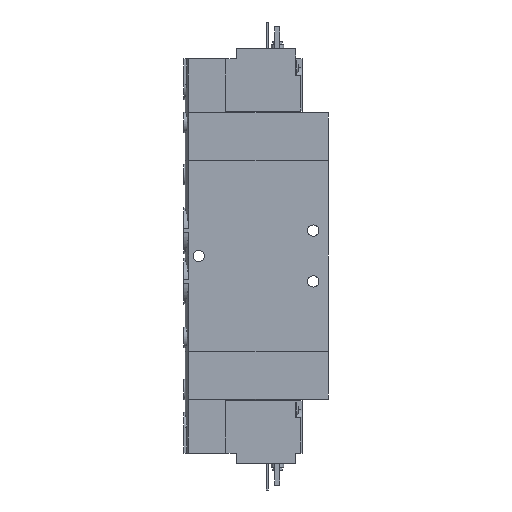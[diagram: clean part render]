
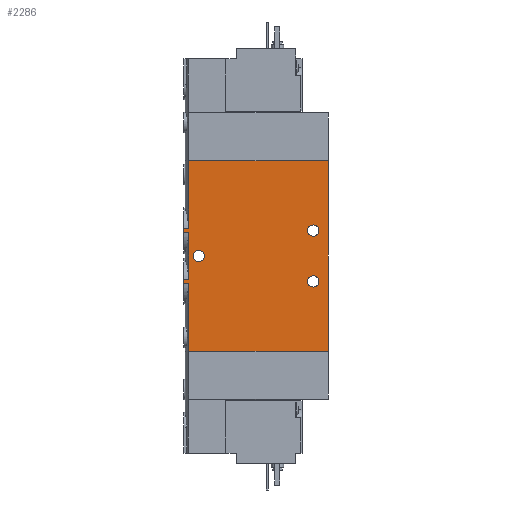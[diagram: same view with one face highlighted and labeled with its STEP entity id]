
A CAD part, left-side view. The second image highlights one B-rep face of the part: STEP entity #2286.
In plain terms, the highlighted face is planar.
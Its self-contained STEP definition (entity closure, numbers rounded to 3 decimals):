
#64=PLANE('',#2481);
#184=CIRCLE('',#2469,2.2);
#186=CIRCLE('',#2472,2.2);
#191=CIRCLE('',#2482,2.2);
#343=ORIENTED_EDGE('',*,*,#934,.T.);
#344=ORIENTED_EDGE('',*,*,#959,.T.);
#345=ORIENTED_EDGE('',*,*,#950,.F.);
#346=ORIENTED_EDGE('',*,*,#923,.T.);
#347=ORIENTED_EDGE('',*,*,#936,.T.);
#348=ORIENTED_EDGE('',*,*,#925,.T.);
#349=ORIENTED_EDGE('',*,*,#954,.F.);
#350=ORIENTED_EDGE('',*,*,#915,.T.);
#351=ORIENTED_EDGE('',*,*,#939,.T.);
#352=ORIENTED_EDGE('',*,*,#917,.T.);
#353=ORIENTED_EDGE('',*,*,#946,.F.);
#354=ORIENTED_EDGE('',*,*,#960,.F.);
#355=ORIENTED_EDGE('',*,*,#944,.F.);
#356=ORIENTED_EDGE('',*,*,#942,.F.);
#357=ORIENTED_EDGE('',*,*,#961,.F.);
#915=EDGE_CURVE('',#1234,#1233,#1455,.F.);
#917=EDGE_CURVE('',#1235,#1236,#1456,.T.);
#923=EDGE_CURVE('',#1242,#1241,#1459,.F.);
#925=EDGE_CURVE('',#1243,#1244,#1460,.T.);
#934=EDGE_CURVE('',#1253,#1252,#1464,.T.);
#936=EDGE_CURVE('',#1241,#1243,#1466,.T.);
#939=EDGE_CURVE('',#1233,#1235,#1468,.T.);
#942=EDGE_CURVE('',#1256,#1256,#184,.F.);
#944=EDGE_CURVE('',#1258,#1258,#186,.F.);
#946=EDGE_CURVE('',#1260,#1236,#1470,.T.);
#950=EDGE_CURVE('',#1242,#1263,#1472,.T.);
#954=EDGE_CURVE('',#1234,#1244,#1474,.T.);
#959=EDGE_CURVE('',#1252,#1263,#1478,.T.);
#960=EDGE_CURVE('',#1253,#1260,#1479,.T.);
#961=EDGE_CURVE('',#1267,#1267,#191,.F.);
#1233=VERTEX_POINT('',#3407);
#1234=VERTEX_POINT('',#3409);
#1235=VERTEX_POINT('',#3422);
#1236=VERTEX_POINT('',#3423);
#1241=VERTEX_POINT('',#3444);
#1242=VERTEX_POINT('',#3446);
#1243=VERTEX_POINT('',#3459);
#1244=VERTEX_POINT('',#3460);
#1252=VERTEX_POINT('',#3486);
#1253=VERTEX_POINT('',#3488);
#1256=VERTEX_POINT('',#3502);
#1258=VERTEX_POINT('',#3507);
#1260=VERTEX_POINT('',#3512);
#1263=VERTEX_POINT('',#3531);
#1267=VERTEX_POINT('',#3559);
#1455=LINE('',#3408,#1625);
#1456=LINE('',#3421,#1626);
#1459=LINE('',#3445,#1629);
#1460=LINE('',#3458,#1630);
#1464=LINE('',#3487,#1634);
#1466=LINE('',#3491,#1636);
#1468=LINE('',#3496,#1638);
#1470=LINE('',#3511,#1640);
#1472=LINE('',#3530,#1642);
#1474=LINE('',#3548,#1644);
#1478=LINE('',#3556,#1648);
#1479=LINE('',#3557,#1649);
#1625=VECTOR('',#2718,1000.);
#1626=VECTOR('',#2721,1000.);
#1629=VECTOR('',#2730,1000.);
#1630=VECTOR('',#2733,1000.);
#1634=VECTOR('',#2747,1000.);
#1636=VECTOR('',#2751,1000.);
#1638=VECTOR('',#2757,1000.);
#1640=VECTOR('',#2775,1000.);
#1642=VECTOR('',#2781,1000.);
#1644=VECTOR('',#2787,1000.);
#1648=VECTOR('',#2797,1000.);
#1649=VECTOR('',#2798,1000.);
#1819=EDGE_LOOP('',(#343,#344,#345,#346,#347,#348,#349,#350,#351,#352,#353,
#354));
#1820=EDGE_LOOP('',(#355));
#1821=EDGE_LOOP('',(#356));
#1822=EDGE_LOOP('',(#357));
#2030=FACE_BOUND('',#1819,.T.);
#2031=FACE_BOUND('',#1820,.T.);
#2032=FACE_BOUND('',#1821,.T.);
#2033=FACE_BOUND('',#1822,.T.);
#2286=ADVANCED_FACE('',(#2030,#2031,#2032,#2033),#64,.F.);
#2469=AXIS2_PLACEMENT_3D('',#3501,#2763,#2764);
#2472=AXIS2_PLACEMENT_3D('',#3506,#2769,#2770);
#2481=AXIS2_PLACEMENT_3D('',#3555,#2795,#2796);
#2482=AXIS2_PLACEMENT_3D('',#3558,#2799,#2800);
#2718=DIRECTION('',(0.,-1.,0.));
#2721=DIRECTION('',(0.,-1.,0.));
#2730=DIRECTION('',(0.,-1.,0.));
#2733=DIRECTION('',(0.,-1.,0.));
#2747=DIRECTION('',(-1.,0.,0.));
#2751=DIRECTION('',(1.,0.,0.));
#2757=DIRECTION('',(1.,0.,0.));
#2763=DIRECTION('',(0.,0.,1.));
#2764=DIRECTION('',(1.,0.,0.));
#2769=DIRECTION('',(0.,0.,1.));
#2770=DIRECTION('',(1.,0.,0.));
#2775=DIRECTION('',(-1.,0.,0.));
#2781=DIRECTION('',(-1.,0.,0.));
#2787=DIRECTION('',(-1.,0.,0.));
#2795=DIRECTION('',(0.,0.,1.));
#2796=DIRECTION('',(1.,0.,0.));
#2797=DIRECTION('',(0.,1.,0.));
#2798=DIRECTION('',(0.,1.,0.));
#2799=DIRECTION('',(0.,0.,1.));
#2800=DIRECTION('',(1.,0.,0.));
#3407=CARTESIAN_POINT('',(46.55,57.,-9.));
#3408=CARTESIAN_POINT('',(46.55,0.,-9.));
#3409=CARTESIAN_POINT('',(46.55,55.018,-9.));
#3421=CARTESIAN_POINT('',(48.45,0.,-9.));
#3422=CARTESIAN_POINT('',(48.45,57.,-9.));
#3423=CARTESIAN_POINT('',(48.45,55.018,-9.));
#3444=CARTESIAN_POINT('',(26.55,57.,-9.));
#3445=CARTESIAN_POINT('',(26.55,0.,-9.));
#3446=CARTESIAN_POINT('',(26.55,55.018,-9.));
#3458=CARTESIAN_POINT('',(28.45,0.,-9.));
#3459=CARTESIAN_POINT('',(28.45,57.,-9.));
#3460=CARTESIAN_POINT('',(28.45,55.018,-9.));
#3486=CARTESIAN_POINT('',(0.,0.,-9.));
#3487=CARTESIAN_POINT('',(75.,0.,-9.));
#3488=CARTESIAN_POINT('',(75.,0.,-9.));
#3491=CARTESIAN_POINT('',(27.5,57.,-9.));
#3496=CARTESIAN_POINT('',(47.5,57.,-9.));
#3501=CARTESIAN_POINT('',(27.5,6.,-9.));
#3502=CARTESIAN_POINT('',(29.7,6.,-9.));
#3506=CARTESIAN_POINT('',(47.5,6.,-9.));
#3507=CARTESIAN_POINT('',(49.7,6.,-9.));
#3511=CARTESIAN_POINT('',(75.,55.018,-9.));
#3512=CARTESIAN_POINT('',(75.,55.018,-9.));
#3530=CARTESIAN_POINT('',(75.,55.018,-9.));
#3531=CARTESIAN_POINT('',(0.,55.018,-9.));
#3548=CARTESIAN_POINT('',(75.,55.018,-9.));
#3555=CARTESIAN_POINT('',(75.,0.,-9.));
#3556=CARTESIAN_POINT('',(0.,0.,-9.));
#3557=CARTESIAN_POINT('',(75.,0.,-9.));
#3558=CARTESIAN_POINT('',(37.5,51.,-9.));
#3559=CARTESIAN_POINT('',(39.7,51.,-9.));
